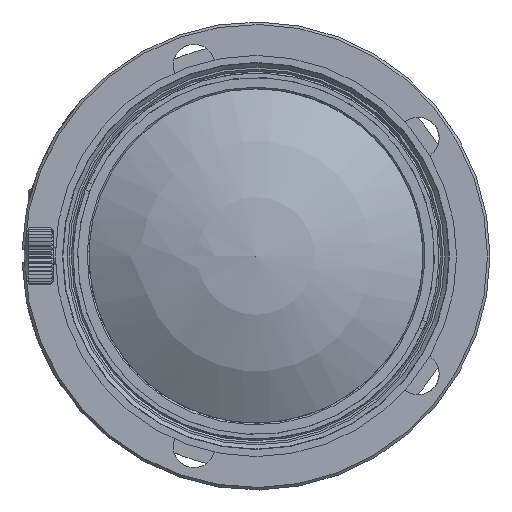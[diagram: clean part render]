
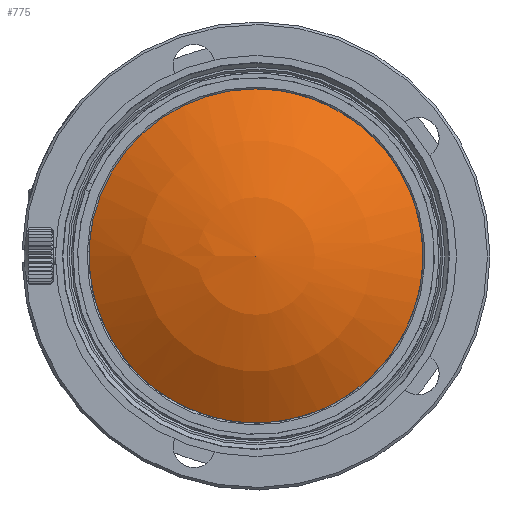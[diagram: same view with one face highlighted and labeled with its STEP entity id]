
A CAD part, left-side view. The second image highlights one B-rep face of the part: STEP entity #775.
In plain terms, the highlighted spherical face has radius 35.281 mm.
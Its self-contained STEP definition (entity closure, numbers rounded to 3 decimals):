
#146=SPHERICAL_SURFACE('',#9498,35.281);
#457=FACE_OUTER_BOUND('',#2529,.T.);
#775=ADVANCED_FACE('',(#457),#146,.T.);
#2529=EDGE_LOOP('',(#4654));
#4654=ORIENTED_EDGE('',*,*,#7822,.T.);
#6556=VERTEX_POINT('',#17310);
#7822=EDGE_CURVE('',#6556,#6556,#9161,.T.);
#9161=B_SPLINE_CURVE_WITH_KNOTS('',3,(#17292,#17293,#17294,#17295,#17296,
#17297,#17298,#17299,#17300,#17301,#17302,#17303,#17304,#17305,#17306,#17307,
#17308,#17309),.UNSPECIFIED.,.T.,.F.,(2,2,2,2,2,2,2,2,2,2,2),(-0.125,0.,
0.125,0.25,0.375,0.5,0.625,0.75,0.875,1.,1.125),.UNSPECIFIED.);
#9498=AXIS2_PLACEMENT_3D('',#17311,#10338,#10339);
#10338=DIRECTION('',(-1.,0.,0.));
#10339=DIRECTION('',(0.,1.,0.));
#17292=CARTESIAN_POINT('',(-93.77,-5.235,19.997));
#17293=CARTESIAN_POINT('',(-93.77,5.235,19.997));
#17294=CARTESIAN_POINT('',(-93.77,10.438,17.842));
#17295=CARTESIAN_POINT('',(-93.77,17.842,10.438));
#17296=CARTESIAN_POINT('',(-93.77,19.997,5.235));
#17297=CARTESIAN_POINT('',(-93.77,19.997,-5.235));
#17298=CARTESIAN_POINT('',(-93.77,17.842,-10.438));
#17299=CARTESIAN_POINT('',(-93.77,10.438,-17.842));
#17300=CARTESIAN_POINT('',(-93.77,5.235,-19.997));
#17301=CARTESIAN_POINT('',(-93.77,-5.235,-19.997));
#17302=CARTESIAN_POINT('',(-93.77,-10.438,-17.842));
#17303=CARTESIAN_POINT('',(-93.77,-17.842,-10.438));
#17304=CARTESIAN_POINT('',(-93.77,-19.997,-5.235));
#17305=CARTESIAN_POINT('',(-93.77,-19.997,5.235));
#17306=CARTESIAN_POINT('',(-93.77,-17.842,10.438));
#17307=CARTESIAN_POINT('',(-93.77,-10.438,17.842));
#17308=CARTESIAN_POINT('',(-93.77,-5.235,19.997));
#17309=CARTESIAN_POINT('',(-93.77,5.235,19.997));
#17310=CARTESIAN_POINT('',(-93.77,0.,19.997));
#17311=CARTESIAN_POINT('',(-64.703,0.,0.));
